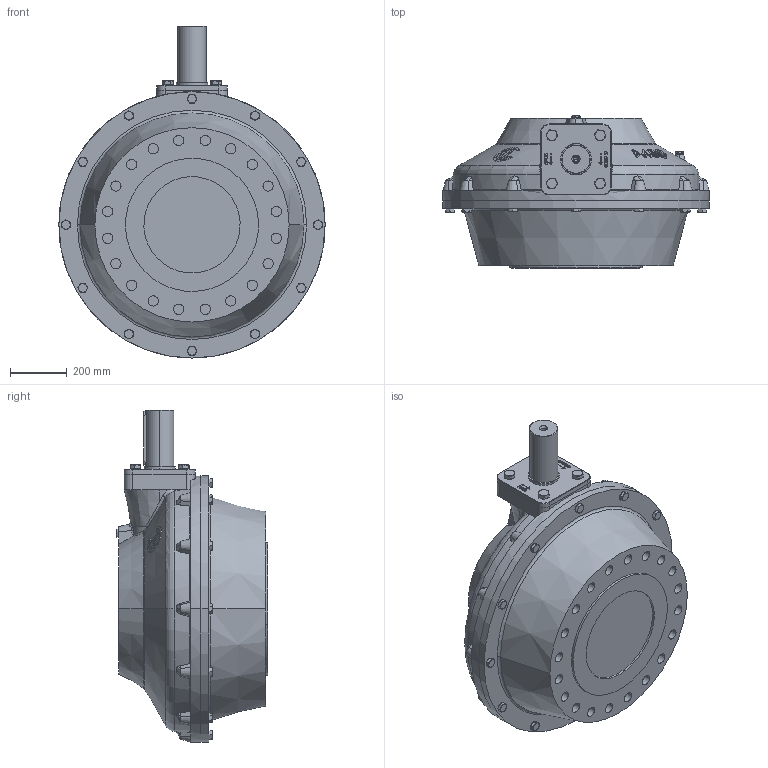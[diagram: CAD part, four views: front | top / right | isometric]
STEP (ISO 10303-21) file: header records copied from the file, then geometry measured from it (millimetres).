
FILE_DESCRIPTION((''),'2;1');
FILE_NAME('A450R BEVEL GEAR.stp','2007-07-13T09:54:16',('Brandon Schele'),(''),'Autodesk Inventor 11','Autodesk Inventor 11','');
FILE_SCHEMA(('AUTOMOTIVE_DESIGN { 1 0 10303 214 1 1 1 1 }'));
Length unit declared in the file: millimetre
Products named in the file (1): A450R BEVEL GEAR
Bounding box: 940 x 536.33 x 1172 mm (x, y, z)
Volume: 235288952.3 mm3; surface area: 4497350.5 mm2
Topology: 23 solids, 23 shells, 1090 faces, 2500 edges, 1533 vertices
Faces by surface type: plane 519, cylinder 197, cone 190, bspline 124, torus 54, sphere 6
Entity records: 38922 total; most frequent: CARTESIAN_POINT 14914, ORIENTED_EDGE 4996, DIRECTION 4860, EDGE_CURVE 2498, AXIS2_PLACEMENT_3D 1875, VERTEX_POINT 1533, EDGE_LOOP 1203, VECTOR 1110
